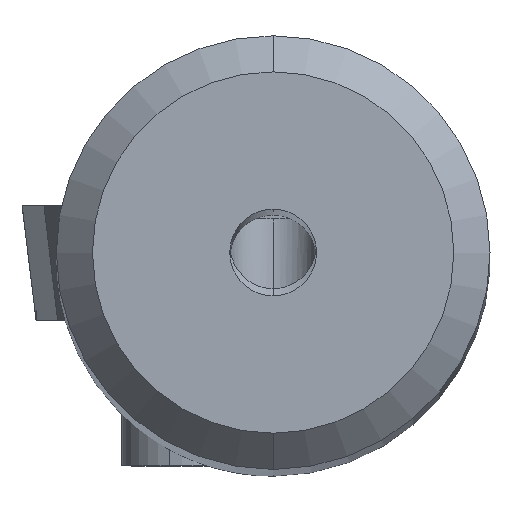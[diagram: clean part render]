
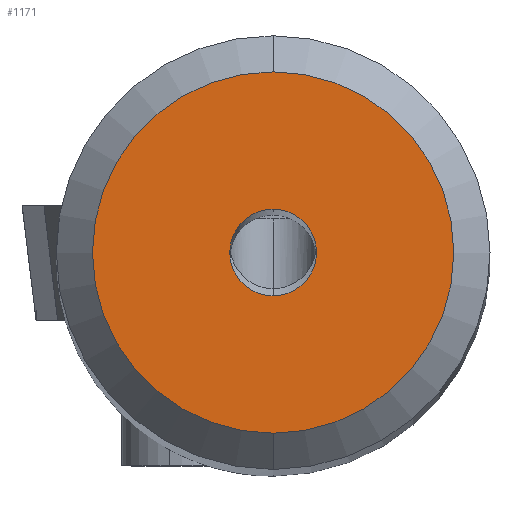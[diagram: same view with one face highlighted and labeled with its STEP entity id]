
A CAD part, top view. The second image highlights one B-rep face of the part: STEP entity #1171.
In plain terms, the highlighted planar face has unit normal (0, 0, 1).
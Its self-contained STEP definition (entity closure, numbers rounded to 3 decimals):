
#583=VERTEX_POINT('NONE',#1614);
#719=VERTEX_POINT('NONE',#1765);
#813=VERTEX_POINT('NONE',#1862);
#839=EDGE_CURVE('NONE',#719,#583,#1889,.T.);
#937=EDGE_CURVE('NONE',#1377,#813,#1996,.T.);
#1171=ADVANCED_FACE('NONE',(#2259,#2260),#2261,.F.);
#1267=EDGE_CURVE('NONE',#583,#719,#2371,.T.);
#1377=VERTEX_POINT('NONE',#2493);
#1379=EDGE_CURVE('NONE',#813,#1377,#2495,.T.);
#1614=CARTESIAN_POINT('',(0.0,0.6,0.0));
#1765=CARTESIAN_POINT('',(0.,-0.6,0.0));
#1862=CARTESIAN_POINT('',(0.0,-2.5,0.0));
#1889=CIRCLE('',#3246,0.6);
#1996=CIRCLE('',#3387,2.5);
#2259=FACE_OUTER_BOUND('',#3779,.T.);
#2260=FACE_BOUND('',#3780,.T.);
#2261=PLANE('',#3781);
#2371=CIRCLE('',#3952,0.6);
#2493=CARTESIAN_POINT('',(0.,2.5,0.0));
#2495=CIRCLE('',#4121,2.5);
#3246=AXIS2_PLACEMENT_3D('',#4695,#4696,#4697);
#3387=AXIS2_PLACEMENT_3D('',#4824,#4825,#4826);
#3779=EDGE_LOOP('',(#5171,#5172));
#3780=EDGE_LOOP('',(#5173,#5174));
#3781=AXIS2_PLACEMENT_3D('',#5175,#5176,#5177);
#3952=AXIS2_PLACEMENT_3D('',#5326,#5327,#5328);
#4121=AXIS2_PLACEMENT_3D('',#5479,#5480,#5481);
#4695=CARTESIAN_POINT('',(0.0,0.0,0.0));
#4696=DIRECTION('',(0.0,-0.0,1.0));
#4697=DIRECTION('',(0.0,1.0,0.0));
#4824=CARTESIAN_POINT('',(0.0,0.0,0.0));
#4825=DIRECTION('',(0.0,-0.0,1.0));
#4826=DIRECTION('',(0.0,1.0,0.0));
#5171=ORIENTED_EDGE('',*,*,#1379,.T.);
#5172=ORIENTED_EDGE('',*,*,#937,.T.);
#5173=ORIENTED_EDGE('',*,*,#1267,.F.);
#5174=ORIENTED_EDGE('',*,*,#839,.F.);
#5175=CARTESIAN_POINT('',(-0.6,0.0,0.0));
#5176=DIRECTION('',(0.0,0.0,-1.0));
#5177=DIRECTION('',(-1.0,0.0,0.0));
#5326=CARTESIAN_POINT('',(0.0,0.0,0.0));
#5327=DIRECTION('',(0.0,-0.0,1.0));
#5328=DIRECTION('',(0.0,1.0,0.0));
#5479=CARTESIAN_POINT('',(0.0,0.0,0.0));
#5480=DIRECTION('',(0.0,-0.0,1.0));
#5481=DIRECTION('',(0.0,1.0,0.0));
